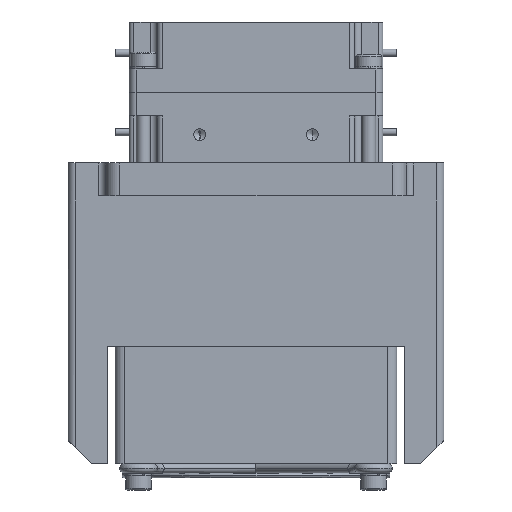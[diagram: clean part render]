
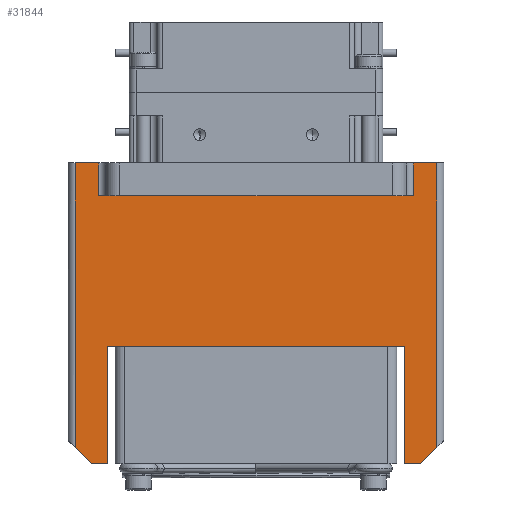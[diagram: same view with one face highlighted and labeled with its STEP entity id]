
A CAD part, front view. The second image highlights one B-rep face of the part: STEP entity #31844.
In plain terms, the highlighted planar face has unit normal (0, -1, 0).
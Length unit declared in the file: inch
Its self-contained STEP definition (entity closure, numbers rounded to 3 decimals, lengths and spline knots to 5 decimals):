
#707 = CARTESIAN_POINT ( 'NONE',  ( -2.53643, -0.68139, -2.81496 ) ) ;
#1122 = CARTESIAN_POINT ( 'NONE',  ( 0.02262, -0.68139, -2.81496 ) ) ;
#2968 = VERTEX_POINT ( 'NONE', #47079 ) ;
#3096 = DIRECTION ( 'NONE',  ( 0.707, 0., -0.707 ) ) ;
#3728 = CARTESIAN_POINT ( 'NONE',  ( 0.21947, -0.68139, -2.81496 ) ) ;
#3771 = VECTOR ( 'NONE', #38278, 39.37008 ) ;
#3980 = VERTEX_POINT ( 'NONE', #13930 ) ;
#4164 = DIRECTION ( 'NONE',  ( 0., 0., -1. ) ) ;
#4260 = EDGE_CURVE ( 'NONE', #30253, #3980, #57400, .T. ) ;
#5221 = DIRECTION ( 'NONE',  ( 0., 0., -1. ) ) ;
#5243 = LINE ( 'NONE', #19834, #60218 ) ;
#5735 = VERTEX_POINT ( 'NONE', #30872 ) ;
#6446 = CARTESIAN_POINT ( 'NONE',  ( -0.05612, -0.68139, -1.83071 ) ) ;
#6493 = FACE_OUTER_BOUND ( 'NONE', #13381, .T. ) ;
#7530 = VERTEX_POINT ( 'NONE', #51756 ) ;
#8217 = VECTOR ( 'NONE', #15399, 39.37008 ) ;
#8237 = CARTESIAN_POINT ( 'NONE',  ( -2.81202, -0.68139, -2.67717 ) ) ;
#8282 = DIRECTION ( 'NONE',  ( -1., 0., 0. ) ) ;
#8420 = DIRECTION ( 'NONE',  ( 0., 1., 0. ) ) ;
#9501 = CARTESIAN_POINT ( 'NONE',  ( 0.08168, -0.68139, -2.81496 ) ) ;
#9598 = ORIENTED_EDGE ( 'NONE', *, *, #40711, .T. ) ;
#10218 = VECTOR ( 'NONE', #12846, 39.37008 ) ;
#10323 = DIRECTION ( 'NONE',  ( 0., 0., -1. ) ) ;
#10693 = VERTEX_POINT ( 'NONE', #30979 ) ;
#10869 = EDGE_CURVE ( 'NONE', #30395, #30253, #20133, .T. ) ;
#11713 = ORIENTED_EDGE ( 'NONE', *, *, #22871, .F. ) ;
#12846 = DIRECTION ( 'NONE',  ( 0., 0., 1. ) ) ;
#13381 = EDGE_LOOP ( 'NONE', ( #23891, #46617, #52507, #49812, #44474, #15550, #54307, #62345, #57027, #19528, #11713, #9598, #16960, #14791 ) ) ;
#13853 = EDGE_CURVE ( 'NONE', #52098, #56209, #56825, .T. ) ;
#13930 = CARTESIAN_POINT ( 'NONE',  ( -2.67423, -0.68139, -2.81496 ) ) ;
#14791 = ORIENTED_EDGE ( 'NONE', *, *, #60626, .T. ) ;
#15399 = DIRECTION ( 'NONE',  ( -1., 0., 0. ) ) ;
#15550 = ORIENTED_EDGE ( 'NONE', *, *, #58483, .T. ) ;
#15722 = EDGE_CURVE ( 'NONE', #52098, #48388, #18444, .T. ) ;
#16304 = LINE ( 'NONE', #1122, #57777 ) ;
#16853 = EDGE_CURVE ( 'NONE', #48388, #22646, #38178, .T. ) ;
#16960 = ORIENTED_EDGE ( 'NONE', *, *, #62325, .T. ) ;
#17756 = CARTESIAN_POINT ( 'NONE',  ( 0.27853, -0.68139, -2.81496 ) ) ;
#17804 = VERTEX_POINT ( 'NONE', #59665 ) ;
#18444 = LINE ( 'NONE', #28866, #3771 ) ;
#18705 = LINE ( 'NONE', #38844, #63908 ) ;
#19528 = ORIENTED_EDGE ( 'NONE', *, *, #56663, .T. ) ;
#19834 = CARTESIAN_POINT ( 'NONE',  ( 0.27853, -0.68139, -1.83071 ) ) ;
#20077 = LINE ( 'NONE', #60068, #28269 ) ;
#20133 = LINE ( 'NONE', #25329, #43742 ) ;
#21730 = AXIS2_PLACEMENT_3D ( 'NONE', #43546, #8420, #4164 ) ;
#22646 = VERTEX_POINT ( 'NONE', #58666 ) ;
#22871 = EDGE_CURVE ( 'NONE', #7530, #5735, #16304, .T. ) ;
#23891 = ORIENTED_EDGE ( 'NONE', *, *, #50057, .F. ) ;
#24430 = DIRECTION ( 'NONE',  ( 0., 0., 1. ) ) ;
#24644 = VECTOR ( 'NONE', #8282, 39.37008 ) ;
#25329 = CARTESIAN_POINT ( 'NONE',  ( -2.53643, -0.68139, -1.83071 ) ) ;
#27240 = DIRECTION ( 'NONE',  ( -1., 0., 0. ) ) ;
#27381 = EDGE_CURVE ( 'NONE', #28237, #30395, #5243, .T. ) ;
#27729 = DIRECTION ( 'NONE',  ( 0., 0., 1. ) ) ;
#28237 = VERTEX_POINT ( 'NONE', #6446 ) ;
#28269 = VECTOR ( 'NONE', #10323, 39.37008 ) ;
#28866 = CARTESIAN_POINT ( 'NONE',  ( 0.27853, -0.68139, -2.61811 ) ) ;
#30253 = VERTEX_POINT ( 'NONE', #707 ) ;
#30395 = VERTEX_POINT ( 'NONE', #39634 ) ;
#30872 = CARTESIAN_POINT ( 'NONE',  ( 0.02262, -0.68139, -0.29528 ) ) ;
#30942 = DIRECTION ( 'NONE',  ( 0., 0., 1. ) ) ;
#30979 = CARTESIAN_POINT ( 'NONE',  ( -2.61517, -0.68139, -0.29528 ) ) ;
#31310 = VERTEX_POINT ( 'NONE', #8237 ) ;
#31844 = ADVANCED_FACE ( 'NONE', ( #6493 ), #43225, .F. ) ;
#31854 = VECTOR ( 'NONE', #3096, 39.37008 ) ;
#34416 = DIRECTION ( 'NONE',  ( -1., 0., 0. ) ) ;
#37529 = LINE ( 'NONE', #47662, #31854 ) ;
#37904 = DIRECTION ( 'NONE',  ( -1., 0., 0. ) ) ;
#38178 = LINE ( 'NONE', #3728, #10218 ) ;
#38278 = DIRECTION ( 'NONE',  ( 0.707, 0., 0.707 ) ) ;
#38399 = CARTESIAN_POINT ( 'NONE',  ( 0.27853, -0.68139, -0.57087 ) ) ;
#38844 = CARTESIAN_POINT ( 'NONE',  ( 0.27853, -0.68139, -0.29528 ) ) ;
#39017 = LINE ( 'NONE', #38399, #64037 ) ;
#39634 = CARTESIAN_POINT ( 'NONE',  ( -2.53643, -0.68139, -1.83071 ) ) ;
#40711 = EDGE_CURVE ( 'NONE', #7530, #2968, #39017, .T. ) ;
#41107 = CARTESIAN_POINT ( 'NONE',  ( 0.27853, -0.68139, -0.29528 ) ) ;
#41219 = CARTESIAN_POINT ( 'NONE',  ( 0.27853, -0.68139, -2.81496 ) ) ;
#43225 = PLANE ( 'NONE',  #21730 ) ;
#43546 = CARTESIAN_POINT ( 'NONE',  ( 0.27853, -0.68139, -2.81496 ) ) ;
#43742 = VECTOR ( 'NONE', #5221, 39.37008 ) ;
#44187 = EDGE_CURVE ( 'NONE', #31310, #3980, #37529, .T. ) ;
#44474 = ORIENTED_EDGE ( 'NONE', *, *, #27381, .F. ) ;
#46617 = ORIENTED_EDGE ( 'NONE', *, *, #44187, .T. ) ;
#47079 = CARTESIAN_POINT ( 'NONE',  ( -2.61517, -0.68139, -0.57087 ) ) ;
#47278 = CARTESIAN_POINT ( 'NONE',  ( -2.81202, -0.68139, -2.81496 ) ) ;
#47662 = CARTESIAN_POINT ( 'NONE',  ( -1.19785, -0.68139, -4.29134 ) ) ;
#48230 = CARTESIAN_POINT ( 'NONE',  ( 0.21947, -0.68139, -2.67717 ) ) ;
#48388 = VERTEX_POINT ( 'NONE', #48230 ) ;
#49812 = ORIENTED_EDGE ( 'NONE', *, *, #10869, .F. ) ;
#50057 = EDGE_CURVE ( 'NONE', #31310, #17804, #60905, .T. ) ;
#51756 = CARTESIAN_POINT ( 'NONE',  ( 0.02262, -0.68139, -0.57087 ) ) ;
#52098 = VERTEX_POINT ( 'NONE', #9501 ) ;
#52507 = ORIENTED_EDGE ( 'NONE', *, *, #4260, .F. ) ;
#54307 = ORIENTED_EDGE ( 'NONE', *, *, #13853, .F. ) ;
#54397 = CARTESIAN_POINT ( 'NONE',  ( -2.61517, -0.68139, -2.81496 ) ) ;
#55743 = LINE ( 'NONE', #41107, #8217 ) ;
#56209 = VERTEX_POINT ( 'NONE', #61079 ) ;
#56349 = VECTOR ( 'NONE', #27240, 39.37008 ) ;
#56663 = EDGE_CURVE ( 'NONE', #22646, #5735, #55743, .T. ) ;
#56825 = LINE ( 'NONE', #17756, #56349 ) ;
#57027 = ORIENTED_EDGE ( 'NONE', *, *, #16853, .T. ) ;
#57400 = LINE ( 'NONE', #41219, #24644 ) ;
#57777 = VECTOR ( 'NONE', #30942, 39.37008 ) ;
#58417 = VECTOR ( 'NONE', #27729, 39.37008 ) ;
#58483 = EDGE_CURVE ( 'NONE', #28237, #56209, #20077, .T. ) ;
#58666 = CARTESIAN_POINT ( 'NONE',  ( 0.21947, -0.68139, -0.29528 ) ) ;
#58892 = DIRECTION ( 'NONE',  ( -1., 0., 0. ) ) ;
#59262 = LINE ( 'NONE', #54397, #61123 ) ;
#59665 = CARTESIAN_POINT ( 'NONE',  ( -2.81202, -0.68139, -0.29528 ) ) ;
#60068 = CARTESIAN_POINT ( 'NONE',  ( -0.05612, -0.68139, -1.83071 ) ) ;
#60218 = VECTOR ( 'NONE', #34416, 39.37008 ) ;
#60626 = EDGE_CURVE ( 'NONE', #10693, #17804, #18705, .T. ) ;
#60905 = LINE ( 'NONE', #47278, #58417 ) ;
#61079 = CARTESIAN_POINT ( 'NONE',  ( -0.05612, -0.68139, -2.81496 ) ) ;
#61123 = VECTOR ( 'NONE', #24430, 39.37008 ) ;
#62325 = EDGE_CURVE ( 'NONE', #2968, #10693, #59262, .T. ) ;
#62345 = ORIENTED_EDGE ( 'NONE', *, *, #15722, .T. ) ;
#63908 = VECTOR ( 'NONE', #37904, 39.37008 ) ;
#64037 = VECTOR ( 'NONE', #58892, 39.37008 ) ;
